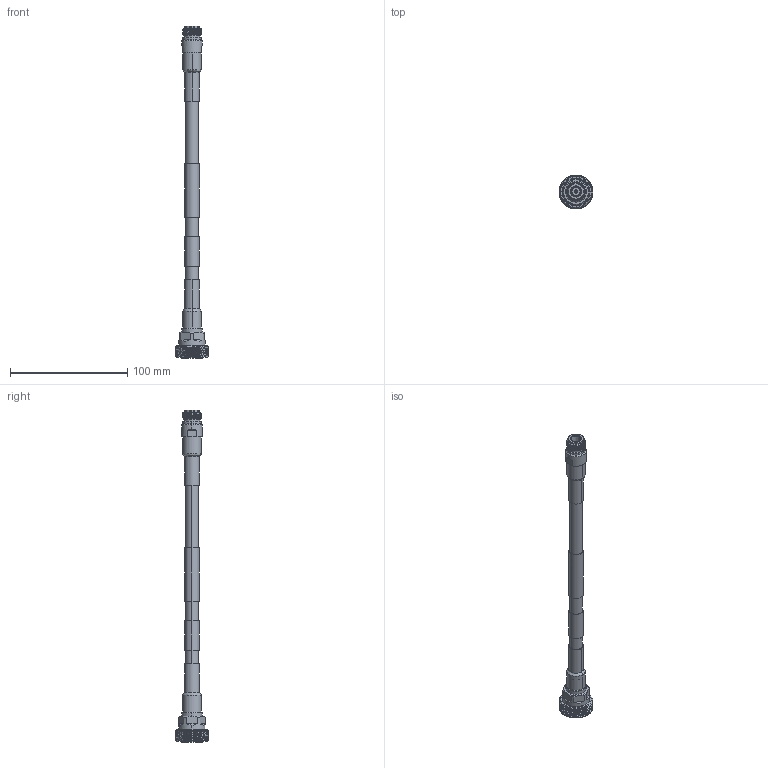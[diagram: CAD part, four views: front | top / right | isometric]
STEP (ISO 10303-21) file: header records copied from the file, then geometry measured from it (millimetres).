
FILE_DESCRIPTION (( 'STEP AP214' ), '1' );
FILE_NAME ('FMCA2554.step', '2021-10-05T16:00:24', ( '' ), ( '' ), 'SwSTEP 2.0', 'SolidWorks 2021', '' );
FILE_SCHEMA (( 'AUTOMOTIVE_DESIGN' ));
Length unit declared in the file: inch
Products named in the file (5): FMCA2554; TC-375-716F-LP^FMCA2554; TC-SPP375-NF-LP^FMCA2554; SPF-375^FMCA2554; Heat Shrink^FMCA2554
Assembly tree (5 placements, depth 2):
  FMCA2554
    SPF-375^FMCA2554
    Heat Shrink^FMCA2554  x2
    TC-375-716F-LP^FMCA2554
    TC-SPP375-NF-LP^FMCA2554
Bounding box: 29 x 29 x 283.4 mm (x, y, z)
Volume: 41280.7 mm3; surface area: 19710.8 mm2
Topology: 7 solids, 7 shells, 251 faces, 606 edges, 382 vertices
Faces by surface type: cylinder 103, plane 78, cone 54, bspline 10, torus 6
Entity records: 12681 total; most frequent: CARTESIAN_POINT 6924, ORIENTED_EDGE 1180, DIRECTION 1137, EDGE_CURVE 590, AXIS2_PLACEMENT_3D 462, VERTEX_POINT 374, EDGE_LOOP 268, FACE_OUTER_BOUND 243
